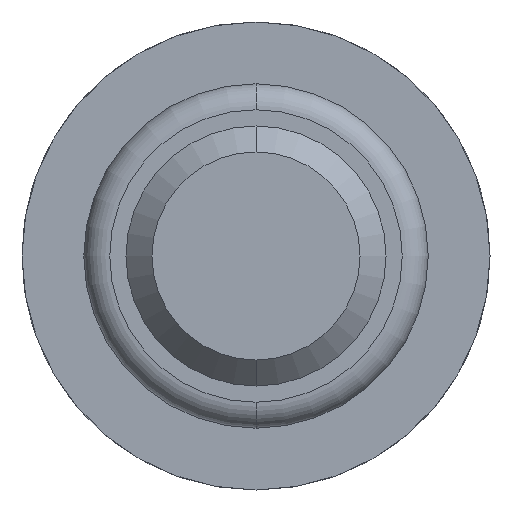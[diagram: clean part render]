
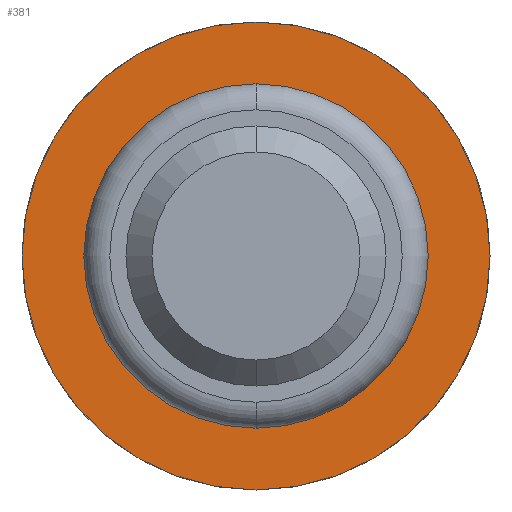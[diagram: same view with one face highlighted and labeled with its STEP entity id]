
A CAD part, front view. The second image highlights one B-rep face of the part: STEP entity #381.
In plain terms, the highlighted planar face has unit normal (0, -1, 0).
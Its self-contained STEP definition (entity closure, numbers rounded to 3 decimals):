
#18 = AXIS2_PLACEMENT_3D ( 'NONE', #1203, #501, #2260 ) ;
#27 = AXIS2_PLACEMENT_3D ( 'NONE', #3077, #3430, #2003 ) ;
#79 = ORIENTED_EDGE ( 'NONE', *, *, #3714, .T. ) ;
#98 = DIRECTION ( 'NONE',  ( 0., 0., 1. ) ) ;
#109 = CARTESIAN_POINT ( 'NONE',  ( 0., -1.8, 1.8 ) ) ;
#122 = CARTESIAN_POINT ( 'NONE',  ( 0., -1.8, -1.325 ) ) ;
#160 = DIRECTION ( 'NONE',  ( 0., 1., 0. ) ) ;
#363 = VERTEX_POINT ( 'NONE', #109 ) ;
#364 = CIRCLE ( 'NONE', #27, 1.325 ) ;
#381 = ADVANCED_FACE ( 'Defeature ausgef�hrt4_13', ( #1565, #3792 ), #1928, .F. ) ;
#384 = DIRECTION ( 'NONE',  ( 0., 1., 0. ) ) ;
#472 = AXIS2_PLACEMENT_3D ( 'NONE', #807, #160, #98 ) ;
#501 = DIRECTION ( 'NONE',  ( 0., 1., 0. ) ) ;
#677 = VERTEX_POINT ( 'NONE', #122 ) ;
#756 = DIRECTION ( 'NONE',  ( 0., 0., 1. ) ) ;
#807 = CARTESIAN_POINT ( 'NONE',  ( 1.8, -1.8, 0. ) ) ;
#943 = VERTEX_POINT ( 'NONE', #4101 ) ;
#1203 = CARTESIAN_POINT ( 'NONE',  ( 0., -1.8, 0. ) ) ;
#1205 = CARTESIAN_POINT ( 'NONE',  ( 0., -1.8, -1.8 ) ) ;
#1418 = AXIS2_PLACEMENT_3D ( 'NONE', #1814, #4309, #756 ) ;
#1565 = FACE_OUTER_BOUND ( 'NONE', #3353, .T. ) ;
#1814 = CARTESIAN_POINT ( 'NONE',  ( 0., -1.8, 0. ) ) ;
#1815 = EDGE_LOOP ( 'NONE', ( #79, #2449 ) ) ;
#1865 = ORIENTED_EDGE ( 'NONE', *, *, #4409, .F. ) ;
#1928 = PLANE ( 'NONE',  #472 ) ;
#2003 = DIRECTION ( 'NONE',  ( 0., 0., 1. ) ) ;
#2052 = VERTEX_POINT ( 'NONE', #1205 ) ;
#2155 = EDGE_CURVE ( 'Defeature ausgef�hrt4_13+Defeature ausgef�hrt4_14+Defeature ausgef�hrt4_14+Defeature ausgef�hrt4_14', #677, #943, #364, .T. ) ;
#2213 = CIRCLE ( 'NONE', #1418, 1.8 ) ;
#2260 = DIRECTION ( 'NONE',  ( 0., 0., 1. ) ) ;
#2449 = ORIENTED_EDGE ( 'NONE', *, *, #2155, .T. ) ;
#2914 = AXIS2_PLACEMENT_3D ( 'NONE', #3554, #384, #3921 ) ;
#3077 = CARTESIAN_POINT ( 'NONE',  ( 0., -1.8, 0. ) ) ;
#3088 = EDGE_CURVE ( 'Defeature ausgef�hrt4_12+Defeature ausgef�hrt4_13+Defeature ausgef�hrt4_13+Defeature ausgef�hrt4_13', #2052, #363, #2213, .T. ) ;
#3353 = EDGE_LOOP ( 'NONE', ( #1865, #3717 ) ) ;
#3430 = DIRECTION ( 'NONE',  ( 0., 1., 0. ) ) ;
#3554 = CARTESIAN_POINT ( 'NONE',  ( 0., -1.8, 0. ) ) ;
#3714 = EDGE_CURVE ( 'Defeature ausgef�hrt4_13+Defeature ausgef�hrt4_14+Defeature ausgef�hrt4_14+Defeature ausgef�hrt4_14', #943, #677, #4500, .T. ) ;
#3716 = CIRCLE ( 'NONE', #18, 1.8 ) ;
#3717 = ORIENTED_EDGE ( 'NONE', *, *, #3088, .F. ) ;
#3792 = FACE_BOUND ( 'NONE', #1815, .T. ) ;
#3921 = DIRECTION ( 'NONE',  ( 0., 0., 1. ) ) ;
#4101 = CARTESIAN_POINT ( 'NONE',  ( 0., -1.8, 1.325 ) ) ;
#4309 = DIRECTION ( 'NONE',  ( 0., 1., 0. ) ) ;
#4409 = EDGE_CURVE ( 'Defeature ausgef�hrt4_12+Defeature ausgef�hrt4_13+Defeature ausgef�hrt4_13+Defeature ausgef�hrt4_13', #363, #2052, #3716, .T. ) ;
#4500 = CIRCLE ( 'NONE', #2914, 1.325 ) ;
